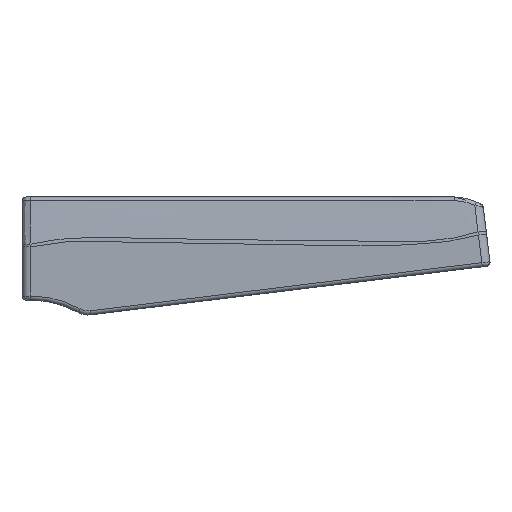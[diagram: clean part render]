
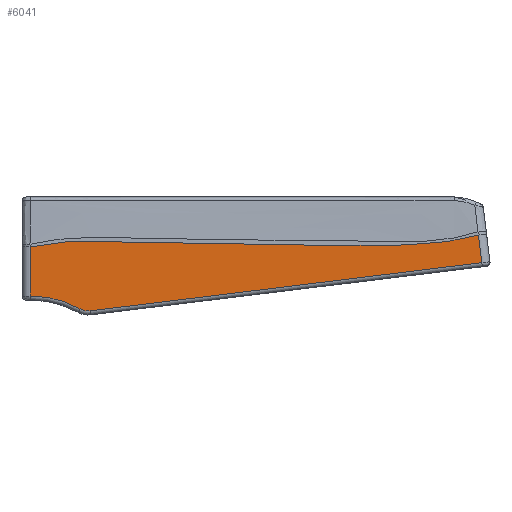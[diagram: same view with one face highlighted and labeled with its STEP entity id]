
A CAD part, left-side view. The second image highlights one B-rep face of the part: STEP entity #6041.
In plain terms, the highlighted planar face has unit normal (-1, 0, 0).
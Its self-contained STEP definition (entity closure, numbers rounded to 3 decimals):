
#213=B_SPLINE_CURVE_WITH_KNOTS('',3,(#10674,#10675,#10676,#10677,#10678,
#10679,#10680,#10681,#10682,#10683,#10684),.UNSPECIFIED.,.F.,.F.,(4,1,1,
1,1,1,1,1,4),(0.186,1.751,3.316,4.882,
6.447,8.012,9.577,9.969,11.131),
 .UNSPECIFIED.);
#438=CIRCLE('',#6543,24.65);
#441=CIRCLE('',#6547,4.);
#601=PLANE('',#6554);
#888=FACE_OUTER_BOUND('',#1263,.T.);
#1263=EDGE_LOOP('',(#5097,#5098,#5099,#5100,#5101,#5102,#5103));
#1709=LINE('',#10640,#2159);
#1711=LINE('',#10656,#2161);
#1712=LINE('',#10669,#2162);
#1713=LINE('',#10673,#2163);
#2159=VECTOR('',#7752,10.);
#2161=VECTOR('',#7774,10.);
#2162=VECTOR('',#7779,10.);
#2163=VECTOR('',#7784,10.);
#2869=VERTEX_POINT('',#10632);
#2871=VERTEX_POINT('',#10638);
#2873=VERTEX_POINT('',#10644);
#2874=VERTEX_POINT('',#10649);
#2875=VERTEX_POINT('',#10654);
#2876=VERTEX_POINT('',#10668);
#2877=VERTEX_POINT('',#10672);
#3651=EDGE_CURVE('',#2871,#2869,#1709,.T.);
#3654=EDGE_CURVE('',#2873,#2871,#438,.T.);
#3657=EDGE_CURVE('',#2874,#2873,#441,.T.);
#3660=EDGE_CURVE('',#2875,#2874,#1711,.T.);
#3662=EDGE_CURVE('',#2869,#2876,#1712,.T.);
#3664=EDGE_CURVE('',#2877,#2875,#1713,.T.);
#3665=EDGE_CURVE('',#2876,#2877,#213,.T.);
#5097=ORIENTED_EDGE('',*,*,#3651,.F.);
#5098=ORIENTED_EDGE('',*,*,#3654,.F.);
#5099=ORIENTED_EDGE('',*,*,#3657,.F.);
#5100=ORIENTED_EDGE('',*,*,#3660,.F.);
#5101=ORIENTED_EDGE('',*,*,#3664,.F.);
#5102=ORIENTED_EDGE('',*,*,#3665,.F.);
#5103=ORIENTED_EDGE('',*,*,#3662,.F.);
#6041=ADVANCED_FACE('',(#888),#601,.T.);
#6543=AXIS2_PLACEMENT_3D('',#10646,#7758,#7759);
#6547=AXIS2_PLACEMENT_3D('',#10651,#7766,#7767);
#6554=AXIS2_PLACEMENT_3D('',#10671,#7782,#7783);
#7752=DIRECTION('',(0.,1.,0.));
#7758=DIRECTION('center_axis',(-1.,0.,0.));
#7759=DIRECTION('ref_axis',(0.,-0.252,0.968));
#7766=DIRECTION('center_axis',(1.,0.,0.));
#7767=DIRECTION('ref_axis',(0.,0.192,-0.981));
#7774=DIRECTION('',(0.,0.993,-0.122));
#7779=DIRECTION('',(0.,0.,1.));
#7782=DIRECTION('center_axis',(-1.,0.,0.));
#7783=DIRECTION('ref_axis',(0.,-1.,0.));
#7784=DIRECTION('',(0.,-0.122,-0.993));
#10632=CARTESIAN_POINT('',(25.262,-33.201,-9.55));
#10638=CARTESIAN_POINT('',(25.262,-33.327,-9.55));
#10640=CARTESIAN_POINT('',(25.262,-59.251,-9.55));
#10644=CARTESIAN_POINT('',(25.262,-45.35,-12.681));
#10646=CARTESIAN_POINT('Origin',(25.262,-33.327,-34.2));
#10649=CARTESIAN_POINT('',(25.262,-47.788,-13.159));
#10651=CARTESIAN_POINT('Origin',(25.262,-47.301,-9.189));
#10654=CARTESIAN_POINT('',(25.262,-143.354,-1.425));
#10656=CARTESIAN_POINT('',(25.262,-58.801,-11.807));
#10668=CARTESIAN_POINT('',(25.262,-33.201,2.425));
#10669=CARTESIAN_POINT('',(25.262,-33.201,1.274));
#10671=CARTESIAN_POINT('Origin',(25.262,-87.301,-4.051));
#10672=CARTESIAN_POINT('',(25.262,-142.526,5.315));
#10673=CARTESIAN_POINT('',(25.262,-142.128,8.562));
#10674=CARTESIAN_POINT('Ctrl Pts',(25.262,-33.201,2.425));
#10675=CARTESIAN_POINT('Ctrl Pts',(25.262,-38.312,3.644));
#10676=CARTESIAN_POINT('Ctrl Pts',(25.262,-48.643,4.24));
#10677=CARTESIAN_POINT('Ctrl Pts',(25.262,-64.291,4.096));
#10678=CARTESIAN_POINT('Ctrl Pts',(25.262,-80.138,3.581));
#10679=CARTESIAN_POINT('Ctrl Pts',(25.262,-95.757,3.016));
#10680=CARTESIAN_POINT('Ctrl Pts',(25.262,-111.424,2.638));
#10681=CARTESIAN_POINT('Ctrl Pts',(25.262,-123.145,2.741));
#10682=CARTESIAN_POINT('Ctrl Pts',(25.262,-133.659,3.448));
#10683=CARTESIAN_POINT('Ctrl Pts',(25.262,-138.798,4.189));
#10684=CARTESIAN_POINT('Ctrl Pts',(25.262,-142.526,5.318));
